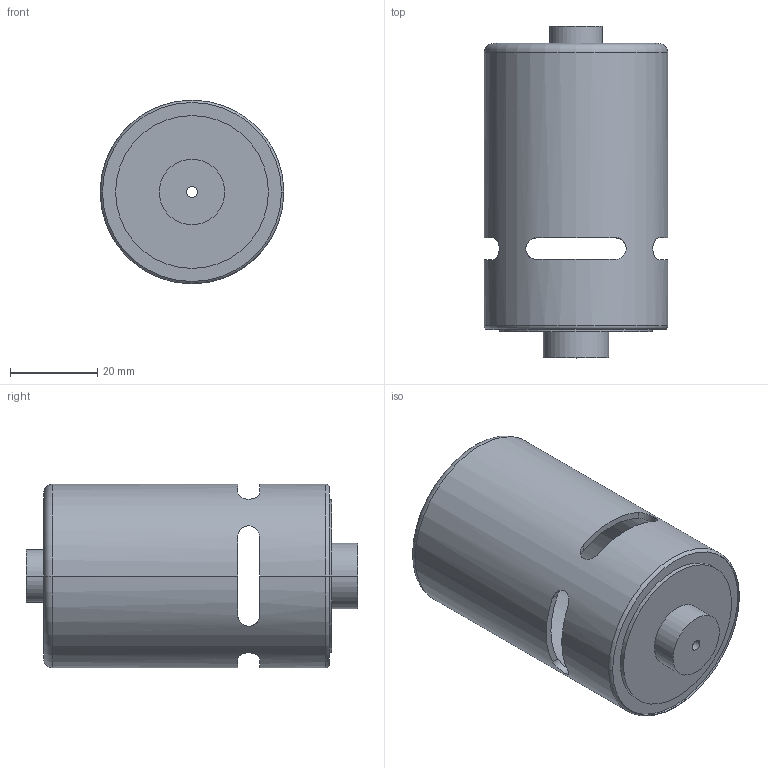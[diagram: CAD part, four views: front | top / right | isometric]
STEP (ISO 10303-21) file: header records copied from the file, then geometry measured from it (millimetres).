
FILE_DESCRIPTION (( 'STEP AP203' ), '1' );
FILE_NAME ('Stator_Défaut_sldprt.STEP', '2024-09-06T13:40:15', ( '' ), ( '' ), 'SwSTEP 2.0', 'SolidWorks 2020', '' );
FILE_SCHEMA (( 'CONFIG_CONTROL_DESIGN' ));
Length unit declared in the file: millimetre
Products named in the file (1): Stator_Défaut_sldprt
Bounding box: 42 x 76 x 42 mm (x, y, z)
Volume: 17111.1 mm3; surface area: 20948.4 mm2
Topology: 1 solids, 1 shells, 75 faces, 206 edges, 134 vertices
Faces by surface type: cylinder 52, plane 15, torus 8
Entity records: 3015 total; most frequent: CARTESIAN_POINT 920, DIRECTION 452, ORIENTED_EDGE 412, EDGE_CURVE 206, AXIS2_PLACEMENT_3D 194, VERTEX_POINT 134, CIRCLE 118, EDGE_LOOP 98
